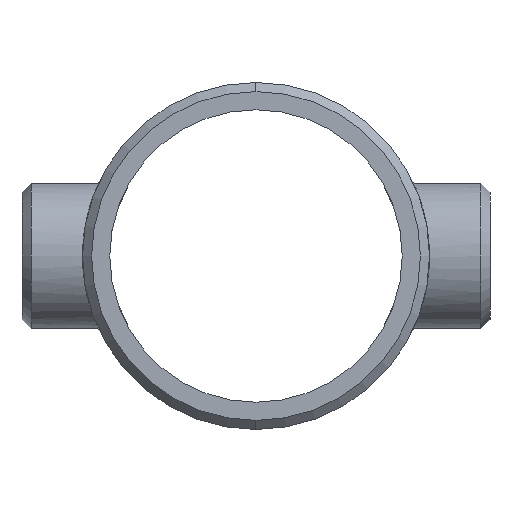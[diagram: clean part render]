
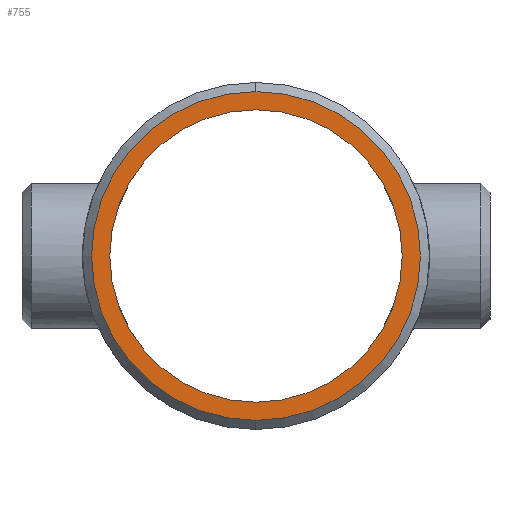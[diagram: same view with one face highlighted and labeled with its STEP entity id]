
A CAD part, left-side view. The second image highlights one B-rep face of the part: STEP entity #755.
In plain terms, the highlighted planar face has unit normal (-1, 0, 0).
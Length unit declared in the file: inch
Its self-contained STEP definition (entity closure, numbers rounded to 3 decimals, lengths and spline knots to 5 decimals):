
#10 = EDGE_CURVE ( 'NONE', #394, #253, #1079, .T. ) ;
#37 = ORIENTED_EDGE ( 'NONE', *, *, #784, .T. ) ;
#91 = DIRECTION ( 'NONE',  ( 0., 0., 1. ) ) ;
#119 = CARTESIAN_POINT ( 'NONE',  ( -8.5, 0., 0. ) ) ;
#124 = AXIS2_PLACEMENT_3D ( 'NONE', #1240, #355, #889 ) ;
#137 = DIRECTION ( 'NONE',  ( -1., 0., 0. ) ) ;
#169 = AXIS2_PLACEMENT_3D ( 'NONE', #1037, #255, #353 ) ;
#245 = DIRECTION ( 'NONE',  ( 0., 0., 1. ) ) ;
#253 = VERTEX_POINT ( 'NONE', #760 ) ;
#255 = DIRECTION ( 'NONE',  ( 1., 0., 0. ) ) ;
#339 = ORIENTED_EDGE ( 'NONE', *, *, #372, .T. ) ;
#353 = DIRECTION ( 'NONE',  ( 0., 0., 1. ) ) ;
#355 = DIRECTION ( 'NONE',  ( -1., 0., 0. ) ) ;
#372 = EDGE_CURVE ( 'NONE', #253, #394, #843, .T. ) ;
#394 = VERTEX_POINT ( 'NONE', #403 ) ;
#401 = CARTESIAN_POINT ( 'NONE',  ( -8.5, 0., -4.531 ) ) ;
#403 = CARTESIAN_POINT ( 'NONE',  ( -8.5, 0., 5.09367 ) ) ;
#406 = PLANE ( 'NONE',  #1003 ) ;
#451 = AXIS2_PLACEMENT_3D ( 'NONE', #505, #892, #91 ) ;
#505 = CARTESIAN_POINT ( 'NONE',  ( -8.5, 0., 0. ) ) ;
#552 = CIRCLE ( 'NONE', #451, 4.531 ) ;
#593 = VERTEX_POINT ( 'NONE', #850 ) ;
#685 = DIRECTION ( 'NONE',  ( 0., 0., -1. ) ) ;
#705 = EDGE_LOOP ( 'NONE', ( #339, #1194 ) ) ;
#755 = ADVANCED_FACE ( 'NONE', ( #975, #1171 ), #406, .T. ) ;
#760 = CARTESIAN_POINT ( 'NONE',  ( -8.5, 0., -5.09367 ) ) ;
#767 = EDGE_LOOP ( 'NONE', ( #1070, #37 ) ) ;
#784 = EDGE_CURVE ( 'NONE', #1132, #593, #552, .T. ) ;
#816 = CIRCLE ( 'NONE', #169, 4.531 ) ;
#843 = CIRCLE ( 'NONE', #124, 5.09367 ) ;
#850 = CARTESIAN_POINT ( 'NONE',  ( -8.5, 0., 4.531 ) ) ;
#880 = DIRECTION ( 'NONE',  ( -1., 0., 0. ) ) ;
#889 = DIRECTION ( 'NONE',  ( 0., 0., 1. ) ) ;
#892 = DIRECTION ( 'NONE',  ( 1., 0., 0. ) ) ;
#962 = AXIS2_PLACEMENT_3D ( 'NONE', #1014, #137, #245 ) ;
#975 = FACE_OUTER_BOUND ( 'NONE', #705, .T. ) ;
#1003 = AXIS2_PLACEMENT_3D ( 'NONE', #119, #880, #685 ) ;
#1014 = CARTESIAN_POINT ( 'NONE',  ( -8.5, 0., 0. ) ) ;
#1037 = CARTESIAN_POINT ( 'NONE',  ( -8.5, 0., 0. ) ) ;
#1049 = EDGE_CURVE ( 'NONE', #593, #1132, #816, .T. ) ;
#1070 = ORIENTED_EDGE ( 'NONE', *, *, #1049, .T. ) ;
#1079 = CIRCLE ( 'NONE', #962, 5.09367 ) ;
#1132 = VERTEX_POINT ( 'NONE', #401 ) ;
#1171 = FACE_BOUND ( 'NONE', #767, .T. ) ;
#1194 = ORIENTED_EDGE ( 'NONE', *, *, #10, .T. ) ;
#1240 = CARTESIAN_POINT ( 'NONE',  ( -8.5, 0., 0. ) ) ;
